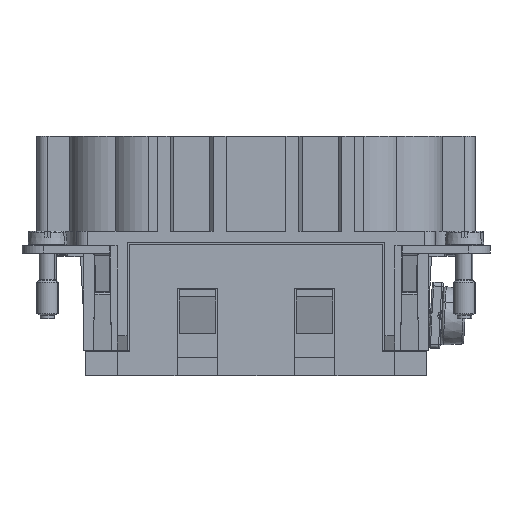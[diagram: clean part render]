
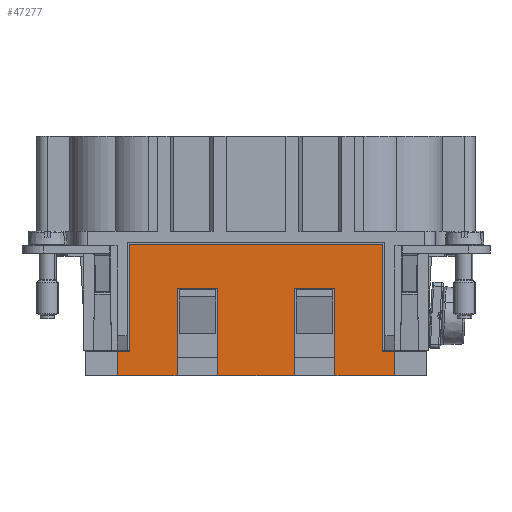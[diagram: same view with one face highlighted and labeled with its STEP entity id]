
A CAD part, left-side view. The second image highlights one B-rep face of the part: STEP entity #47277.
In plain terms, the highlighted planar face has unit normal (-1, 0, 0).
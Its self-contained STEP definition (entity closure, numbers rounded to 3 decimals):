
#47257=AXIS2_PLACEMENT_3D('Plane Axis2P3D',#47254,#47255,#47256) ;
#38388=CARTESIAN_POINT('Vertex',(0.9,26.8,12.)) ;
#38402=CARTESIAN_POINT('Vertex',(0.9,21.2,12.)) ;
#38405=CARTESIAN_POINT('Line Origine',(0.9,24.,12.)) ;
#38423=CARTESIAN_POINT('Vertex',(0.9,42.8,12.)) ;
#38437=CARTESIAN_POINT('Vertex',(0.9,37.2,12.)) ;
#38440=CARTESIAN_POINT('Line Origine',(0.9,40.,12.)) ;
#38457=CARTESIAN_POINT('Line Origine',(0.9,49.3,10.675)) ;
#38461=CARTESIAN_POINT('Vertex',(0.9,49.3,18.)) ;
#38463=CARTESIAN_POINT('Vertex',(0.9,49.3,3.35)) ;
#38503=CARTESIAN_POINT('Vertex',(0.9,14.7,18.)) ;
#38511=CARTESIAN_POINT('Line Origine',(0.9,32.,18.)) ;
#38535=CARTESIAN_POINT('Line Origine',(0.9,14.7,10.675)) ;
#38539=CARTESIAN_POINT('Vertex',(0.9,14.7,3.35)) ;
#42446=CARTESIAN_POINT('Vertex',(0.9,50.95,0.)) ;
#42449=CARTESIAN_POINT('Line Origine',(0.9,50.95,1.675)) ;
#42453=CARTESIAN_POINT('Vertex',(0.9,50.95,3.35)) ;
#42683=CARTESIAN_POINT('Vertex',(0.9,13.05,0.)) ;
#42699=CARTESIAN_POINT('Vertex',(0.9,13.05,3.35)) ;
#42702=CARTESIAN_POINT('Line Origine',(0.9,13.05,1.675)) ;
#46241=CARTESIAN_POINT('Line Origine',(0.9,50.125,3.35)) ;
#46279=CARTESIAN_POINT('Line Origine',(0.9,13.875,3.35)) ;
#46805=CARTESIAN_POINT('Line Origine',(0.9,17.125,0.)) ;
#46809=CARTESIAN_POINT('Vertex',(0.9,21.2,0.)) ;
#46830=CARTESIAN_POINT('Vertex',(0.9,26.8,0.)) ;
#46833=CARTESIAN_POINT('Line Origine',(0.9,32.,0.)) ;
#46837=CARTESIAN_POINT('Vertex',(0.9,37.2,0.)) ;
#46858=CARTESIAN_POINT('Vertex',(0.9,42.8,0.)) ;
#46861=CARTESIAN_POINT('Line Origine',(0.9,46.875,0.)) ;
#47183=CARTESIAN_POINT('Line Origine',(0.9,42.8,6.)) ;
#47202=CARTESIAN_POINT('Line Origine',(0.9,37.2,6.)) ;
#47221=CARTESIAN_POINT('Line Origine',(0.9,26.8,6.)) ;
#47240=CARTESIAN_POINT('Line Origine',(0.9,21.2,6.)) ;
#47254=CARTESIAN_POINT('Axis2P3D Location',(0.9,32.,0.)) ;
#38406=DIRECTION('Vector Direction',(0.,1.,0.)) ;
#38441=DIRECTION('Vector Direction',(0.,1.,0.)) ;
#38458=DIRECTION('Vector Direction',(0.,0.,1.)) ;
#38512=DIRECTION('Vector Direction',(0.,-1.,0.)) ;
#38536=DIRECTION('Vector Direction',(0.,0.,-1.)) ;
#42450=DIRECTION('Vector Direction',(0.,0.,-1.)) ;
#42703=DIRECTION('Vector Direction',(0.,0.,-1.)) ;
#46242=DIRECTION('Vector Direction',(0.,1.,0.)) ;
#46280=DIRECTION('Vector Direction',(0.,1.,0.)) ;
#46806=DIRECTION('Vector Direction',(0.,-1.,0.)) ;
#46834=DIRECTION('Vector Direction',(0.,1.,0.)) ;
#46862=DIRECTION('Vector Direction',(0.,-1.,0.)) ;
#47184=DIRECTION('Vector Direction',(0.,0.,-1.)) ;
#47203=DIRECTION('Vector Direction',(0.,0.,1.)) ;
#47222=DIRECTION('Vector Direction',(0.,0.,-1.)) ;
#47241=DIRECTION('Vector Direction',(0.,0.,1.)) ;
#47255=DIRECTION('Axis2P3D Direction',(-1.,0.,0.)) ;
#47256=DIRECTION('Axis2P3D XDirection',(0.,-1.,0.)) ;
#38407=VECTOR('Line Direction',#38406,1.) ;
#38442=VECTOR('Line Direction',#38441,1.) ;
#38459=VECTOR('Line Direction',#38458,1.) ;
#38513=VECTOR('Line Direction',#38512,1.) ;
#38537=VECTOR('Line Direction',#38536,1.) ;
#42451=VECTOR('Line Direction',#42450,1.) ;
#42704=VECTOR('Line Direction',#42703,1.) ;
#46243=VECTOR('Line Direction',#46242,1.) ;
#46281=VECTOR('Line Direction',#46280,1.) ;
#46807=VECTOR('Line Direction',#46806,1.) ;
#46835=VECTOR('Line Direction',#46834,1.) ;
#46863=VECTOR('Line Direction',#46862,1.) ;
#47185=VECTOR('Line Direction',#47184,1.) ;
#47204=VECTOR('Line Direction',#47203,1.) ;
#47223=VECTOR('Line Direction',#47222,1.) ;
#47242=VECTOR('Line Direction',#47241,1.) ;
#47260=ORIENTED_EDGE('',*,*,#38515,.T.) ;
#47261=ORIENTED_EDGE('',*,*,#38465,.T.) ;
#47262=ORIENTED_EDGE('',*,*,#46245,.F.) ;
#47263=ORIENTED_EDGE('',*,*,#42455,.T.) ;
#47264=ORIENTED_EDGE('',*,*,#46865,.T.) ;
#47265=ORIENTED_EDGE('',*,*,#47187,.T.) ;
#47266=ORIENTED_EDGE('',*,*,#38444,.T.) ;
#47267=ORIENTED_EDGE('',*,*,#47206,.T.) ;
#47268=ORIENTED_EDGE('',*,*,#46839,.T.) ;
#47269=ORIENTED_EDGE('',*,*,#47225,.T.) ;
#47270=ORIENTED_EDGE('',*,*,#38409,.T.) ;
#47271=ORIENTED_EDGE('',*,*,#47244,.T.) ;
#47272=ORIENTED_EDGE('',*,*,#46811,.T.) ;
#47273=ORIENTED_EDGE('',*,*,#42706,.F.) ;
#47274=ORIENTED_EDGE('',*,*,#46283,.F.) ;
#47275=ORIENTED_EDGE('',*,*,#38541,.T.) ;
#47277=ADVANCED_FACE('Hauptk\X2\00F6\X0\rper',(#47276),#47258,.T.) ;
#38409=EDGE_CURVE('',#38389,#38403,#38408,.F.) ;
#38444=EDGE_CURVE('',#38424,#38438,#38443,.F.) ;
#38465=EDGE_CURVE('',#38462,#38464,#38460,.F.) ;
#38515=EDGE_CURVE('',#38504,#38462,#38514,.F.) ;
#38541=EDGE_CURVE('',#38540,#38504,#38538,.F.) ;
#42455=EDGE_CURVE('',#42454,#42447,#42452,.T.) ;
#42706=EDGE_CURVE('',#42700,#42684,#42705,.T.) ;
#46245=EDGE_CURVE('',#42454,#38464,#46244,.F.) ;
#46283=EDGE_CURVE('',#38540,#42700,#46282,.F.) ;
#46811=EDGE_CURVE('',#46810,#42684,#46808,.T.) ;
#46839=EDGE_CURVE('',#46838,#46831,#46836,.F.) ;
#46865=EDGE_CURVE('',#42447,#46859,#46864,.T.) ;
#47187=EDGE_CURVE('',#46859,#38424,#47186,.F.) ;
#47206=EDGE_CURVE('',#38438,#46838,#47205,.F.) ;
#47225=EDGE_CURVE('',#46831,#38389,#47224,.F.) ;
#47244=EDGE_CURVE('',#38403,#46810,#47243,.F.) ;
#47259=EDGE_LOOP('',(#47260,#47261,#47262,#47263,#47264,#47265,#47266,#47267,#47268,#47269,#47270,#47271,#47272,#47273,#47274,#47275)) ;
#47276=FACE_OUTER_BOUND('',#47259,.T.) ;
#38408=LINE('Line',#38405,#38407) ;
#38443=LINE('Line',#38440,#38442) ;
#38460=LINE('Line',#38457,#38459) ;
#38514=LINE('Line',#38511,#38513) ;
#38538=LINE('Line',#38535,#38537) ;
#42452=LINE('Line',#42449,#42451) ;
#42705=LINE('Line',#42702,#42704) ;
#46244=LINE('Line',#46241,#46243) ;
#46282=LINE('Line',#46279,#46281) ;
#46808=LINE('Line',#46805,#46807) ;
#46836=LINE('Line',#46833,#46835) ;
#46864=LINE('Line',#46861,#46863) ;
#47186=LINE('Line',#47183,#47185) ;
#47205=LINE('Line',#47202,#47204) ;
#47224=LINE('Line',#47221,#47223) ;
#47243=LINE('Line',#47240,#47242) ;
#47258=PLANE('',#47257) ;
#38389=VERTEX_POINT('',#38388) ;
#38403=VERTEX_POINT('',#38402) ;
#38424=VERTEX_POINT('',#38423) ;
#38438=VERTEX_POINT('',#38437) ;
#38462=VERTEX_POINT('',#38461) ;
#38464=VERTEX_POINT('',#38463) ;
#38504=VERTEX_POINT('',#38503) ;
#38540=VERTEX_POINT('',#38539) ;
#42447=VERTEX_POINT('',#42446) ;
#42454=VERTEX_POINT('',#42453) ;
#42684=VERTEX_POINT('',#42683) ;
#42700=VERTEX_POINT('',#42699) ;
#46810=VERTEX_POINT('',#46809) ;
#46831=VERTEX_POINT('',#46830) ;
#46838=VERTEX_POINT('',#46837) ;
#46859=VERTEX_POINT('',#46858) ;
